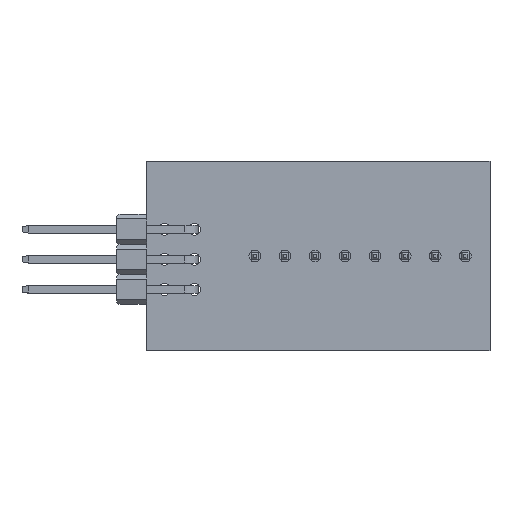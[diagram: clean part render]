
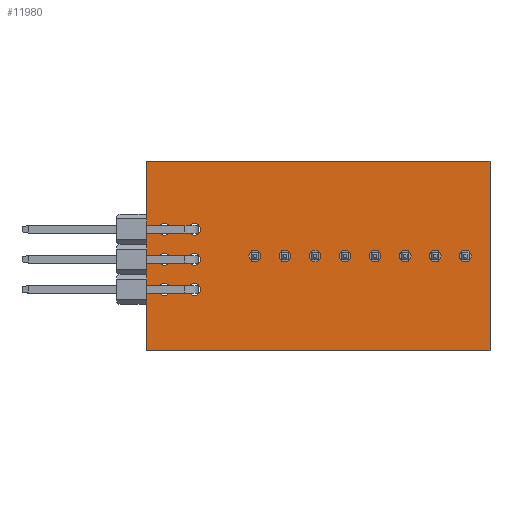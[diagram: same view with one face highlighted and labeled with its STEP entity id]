
A CAD part, top view. The second image highlights one B-rep face of the part: STEP entity #11980.
In plain terms, the highlighted planar face has unit normal (0, 0, 1).
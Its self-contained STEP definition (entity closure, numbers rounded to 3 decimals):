
#11714 = VERTEX_POINT('',#11715);
#11715 = CARTESIAN_POINT('',(210.75,-148.75,1.51));
#11721 = EDGE_CURVE('',#11714,#11722,#11724,.T.);
#11722 = VERTEX_POINT('',#11723);
#11723 = CARTESIAN_POINT('',(181.75,-148.75,1.51));
#11724 = LINE('',#11725,#11726);
#11725 = CARTESIAN_POINT('',(210.75,-148.75,1.51));
#11726 = VECTOR('',#11727,1.);
#11727 = DIRECTION('',(-1.,0.,0.));
#11754 = VERTEX_POINT('',#11755);
#11755 = CARTESIAN_POINT('',(210.75,-132.75,1.51));
#11761 = EDGE_CURVE('',#11754,#11714,#11762,.T.);
#11762 = LINE('',#11763,#11764);
#11763 = CARTESIAN_POINT('',(210.75,-132.75,1.51));
#11764 = VECTOR('',#11765,1.);
#11765 = DIRECTION('',(0.,-1.,0.));
#11783 = EDGE_CURVE('',#11722,#11784,#11786,.T.);
#11784 = VERTEX_POINT('',#11785);
#11785 = CARTESIAN_POINT('',(181.75,-132.75,1.51));
#11786 = LINE('',#11787,#11788);
#11787 = CARTESIAN_POINT('',(181.75,-148.75,1.51));
#11788 = VECTOR('',#11789,1.);
#11789 = DIRECTION('',(0.,1.,0.));
#11980 = ADVANCED_FACE('',(#11981,#11992,#12003,#12014,#12025,#12036,
    #12047,#12058,#12069,#12080,#12091,#12102,#12113,#12124,#12135),
  #12146,.T.);
#11981 = FACE_BOUND('',#11982,.T.);
#11982 = EDGE_LOOP('',(#11983,#11984,#11985,#11991));
#11983 = ORIENTED_EDGE('',*,*,#11721,.F.);
#11984 = ORIENTED_EDGE('',*,*,#11761,.F.);
#11985 = ORIENTED_EDGE('',*,*,#11986,.F.);
#11986 = EDGE_CURVE('',#11784,#11754,#11987,.T.);
#11987 = LINE('',#11988,#11989);
#11988 = CARTESIAN_POINT('',(181.75,-132.75,1.51));
#11989 = VECTOR('',#11990,1.);
#11990 = DIRECTION('',(1.,0.,0.));
#11991 = ORIENTED_EDGE('',*,*,#11783,.F.);
#11992 = FACE_BOUND('',#11993,.T.);
#11993 = EDGE_LOOP('',(#11994));
#11994 = ORIENTED_EDGE('',*,*,#11995,.T.);
#11995 = EDGE_CURVE('',#11996,#11996,#11998,.T.);
#11996 = VERTEX_POINT('',#11997);
#11997 = CARTESIAN_POINT('',(183.225,-144.08,1.51));
#11998 = CIRCLE('',#11999,0.5);
#11999 = AXIS2_PLACEMENT_3D('',#12000,#12001,#12002);
#12000 = CARTESIAN_POINT('',(183.225,-143.58,1.51));
#12001 = DIRECTION('',(-0.,0.,-1.));
#12002 = DIRECTION('',(-0.,-1.,0.));
#12003 = FACE_BOUND('',#12004,.T.);
#12004 = EDGE_LOOP('',(#12005));
#12005 = ORIENTED_EDGE('',*,*,#12006,.T.);
#12006 = EDGE_CURVE('',#12007,#12007,#12009,.T.);
#12007 = VERTEX_POINT('',#12008);
#12008 = CARTESIAN_POINT('',(185.765,-144.08,1.51));
#12009 = CIRCLE('',#12010,0.5);
#12010 = AXIS2_PLACEMENT_3D('',#12011,#12012,#12013);
#12011 = CARTESIAN_POINT('',(185.765,-143.58,1.51));
#12012 = DIRECTION('',(-0.,0.,-1.));
#12013 = DIRECTION('',(-0.,-1.,0.));
#12014 = FACE_BOUND('',#12015,.T.);
#12015 = EDGE_LOOP('',(#12016));
#12016 = ORIENTED_EDGE('',*,*,#12017,.T.);
#12017 = EDGE_CURVE('',#12018,#12018,#12020,.T.);
#12018 = VERTEX_POINT('',#12019);
#12019 = CARTESIAN_POINT('',(183.225,-141.54,1.51));
#12020 = CIRCLE('',#12021,0.5);
#12021 = AXIS2_PLACEMENT_3D('',#12022,#12023,#12024);
#12022 = CARTESIAN_POINT('',(183.225,-141.04,1.51));
#12023 = DIRECTION('',(-0.,0.,-1.));
#12024 = DIRECTION('',(-0.,-1.,0.));
#12025 = FACE_BOUND('',#12026,.T.);
#12026 = EDGE_LOOP('',(#12027));
#12027 = ORIENTED_EDGE('',*,*,#12028,.T.);
#12028 = EDGE_CURVE('',#12029,#12029,#12031,.T.);
#12029 = VERTEX_POINT('',#12030);
#12030 = CARTESIAN_POINT('',(185.765,-141.54,1.51));
#12031 = CIRCLE('',#12032,0.5);
#12032 = AXIS2_PLACEMENT_3D('',#12033,#12034,#12035);
#12033 = CARTESIAN_POINT('',(185.765,-141.04,1.51));
#12034 = DIRECTION('',(-0.,0.,-1.));
#12035 = DIRECTION('',(-0.,-1.,0.));
#12036 = FACE_BOUND('',#12037,.T.);
#12037 = EDGE_LOOP('',(#12038));
#12038 = ORIENTED_EDGE('',*,*,#12039,.T.);
#12039 = EDGE_CURVE('',#12040,#12040,#12042,.T.);
#12040 = VERTEX_POINT('',#12041);
#12041 = CARTESIAN_POINT('',(190.875,-141.25,1.51));
#12042 = CIRCLE('',#12043,0.5);
#12043 = AXIS2_PLACEMENT_3D('',#12044,#12045,#12046);
#12044 = CARTESIAN_POINT('',(190.875,-140.75,1.51));
#12045 = DIRECTION('',(-0.,0.,-1.));
#12046 = DIRECTION('',(-0.,-1.,0.));
#12047 = FACE_BOUND('',#12048,.T.);
#12048 = EDGE_LOOP('',(#12049));
#12049 = ORIENTED_EDGE('',*,*,#12050,.T.);
#12050 = EDGE_CURVE('',#12051,#12051,#12053,.T.);
#12051 = VERTEX_POINT('',#12052);
#12052 = CARTESIAN_POINT('',(193.415,-141.25,1.51));
#12053 = CIRCLE('',#12054,0.5);
#12054 = AXIS2_PLACEMENT_3D('',#12055,#12056,#12057);
#12055 = CARTESIAN_POINT('',(193.415,-140.75,1.51));
#12056 = DIRECTION('',(-0.,0.,-1.));
#12057 = DIRECTION('',(-0.,-1.,0.));
#12058 = FACE_BOUND('',#12059,.T.);
#12059 = EDGE_LOOP('',(#12060));
#12060 = ORIENTED_EDGE('',*,*,#12061,.T.);
#12061 = EDGE_CURVE('',#12062,#12062,#12064,.T.);
#12062 = VERTEX_POINT('',#12063);
#12063 = CARTESIAN_POINT('',(183.225,-139.,1.51));
#12064 = CIRCLE('',#12065,0.5);
#12065 = AXIS2_PLACEMENT_3D('',#12066,#12067,#12068);
#12066 = CARTESIAN_POINT('',(183.225,-138.5,1.51));
#12067 = DIRECTION('',(-0.,0.,-1.));
#12068 = DIRECTION('',(-0.,-1.,0.));
#12069 = FACE_BOUND('',#12070,.T.);
#12070 = EDGE_LOOP('',(#12071));
#12071 = ORIENTED_EDGE('',*,*,#12072,.T.);
#12072 = EDGE_CURVE('',#12073,#12073,#12075,.T.);
#12073 = VERTEX_POINT('',#12074);
#12074 = CARTESIAN_POINT('',(185.765,-139.,1.51));
#12075 = CIRCLE('',#12076,0.5);
#12076 = AXIS2_PLACEMENT_3D('',#12077,#12078,#12079);
#12077 = CARTESIAN_POINT('',(185.765,-138.5,1.51));
#12078 = DIRECTION('',(-0.,0.,-1.));
#12079 = DIRECTION('',(-0.,-1.,0.));
#12080 = FACE_BOUND('',#12081,.T.);
#12081 = EDGE_LOOP('',(#12082));
#12082 = ORIENTED_EDGE('',*,*,#12083,.T.);
#12083 = EDGE_CURVE('',#12084,#12084,#12086,.T.);
#12084 = VERTEX_POINT('',#12085);
#12085 = CARTESIAN_POINT('',(195.955,-141.25,1.51));
#12086 = CIRCLE('',#12087,0.5);
#12087 = AXIS2_PLACEMENT_3D('',#12088,#12089,#12090);
#12088 = CARTESIAN_POINT('',(195.955,-140.75,1.51));
#12089 = DIRECTION('',(-0.,0.,-1.));
#12090 = DIRECTION('',(-0.,-1.,0.));
#12091 = FACE_BOUND('',#12092,.T.);
#12092 = EDGE_LOOP('',(#12093));
#12093 = ORIENTED_EDGE('',*,*,#12094,.T.);
#12094 = EDGE_CURVE('',#12095,#12095,#12097,.T.);
#12095 = VERTEX_POINT('',#12096);
#12096 = CARTESIAN_POINT('',(198.495,-141.25,1.51));
#12097 = CIRCLE('',#12098,0.5);
#12098 = AXIS2_PLACEMENT_3D('',#12099,#12100,#12101);
#12099 = CARTESIAN_POINT('',(198.495,-140.75,1.51));
#12100 = DIRECTION('',(-0.,0.,-1.));
#12101 = DIRECTION('',(-0.,-1.,0.));
#12102 = FACE_BOUND('',#12103,.T.);
#12103 = EDGE_LOOP('',(#12104));
#12104 = ORIENTED_EDGE('',*,*,#12105,.T.);
#12105 = EDGE_CURVE('',#12106,#12106,#12108,.T.);
#12106 = VERTEX_POINT('',#12107);
#12107 = CARTESIAN_POINT('',(201.035,-141.25,1.51));
#12108 = CIRCLE('',#12109,0.5);
#12109 = AXIS2_PLACEMENT_3D('',#12110,#12111,#12112);
#12110 = CARTESIAN_POINT('',(201.035,-140.75,1.51));
#12111 = DIRECTION('',(-0.,0.,-1.));
#12112 = DIRECTION('',(-0.,-1.,0.));
#12113 = FACE_BOUND('',#12114,.T.);
#12114 = EDGE_LOOP('',(#12115));
#12115 = ORIENTED_EDGE('',*,*,#12116,.T.);
#12116 = EDGE_CURVE('',#12117,#12117,#12119,.T.);
#12117 = VERTEX_POINT('',#12118);
#12118 = CARTESIAN_POINT('',(203.575,-141.25,1.51));
#12119 = CIRCLE('',#12120,0.5);
#12120 = AXIS2_PLACEMENT_3D('',#12121,#12122,#12123);
#12121 = CARTESIAN_POINT('',(203.575,-140.75,1.51));
#12122 = DIRECTION('',(-0.,0.,-1.));
#12123 = DIRECTION('',(-0.,-1.,0.));
#12124 = FACE_BOUND('',#12125,.T.);
#12125 = EDGE_LOOP('',(#12126));
#12126 = ORIENTED_EDGE('',*,*,#12127,.T.);
#12127 = EDGE_CURVE('',#12128,#12128,#12130,.T.);
#12128 = VERTEX_POINT('',#12129);
#12129 = CARTESIAN_POINT('',(206.115,-141.25,1.51));
#12130 = CIRCLE('',#12131,0.5);
#12131 = AXIS2_PLACEMENT_3D('',#12132,#12133,#12134);
#12132 = CARTESIAN_POINT('',(206.115,-140.75,1.51));
#12133 = DIRECTION('',(-0.,0.,-1.));
#12134 = DIRECTION('',(-0.,-1.,0.));
#12135 = FACE_BOUND('',#12136,.T.);
#12136 = EDGE_LOOP('',(#12137));
#12137 = ORIENTED_EDGE('',*,*,#12138,.T.);
#12138 = EDGE_CURVE('',#12139,#12139,#12141,.T.);
#12139 = VERTEX_POINT('',#12140);
#12140 = CARTESIAN_POINT('',(208.655,-141.25,1.51));
#12141 = CIRCLE('',#12142,0.5);
#12142 = AXIS2_PLACEMENT_3D('',#12143,#12144,#12145);
#12143 = CARTESIAN_POINT('',(208.655,-140.75,1.51));
#12144 = DIRECTION('',(-0.,0.,-1.));
#12145 = DIRECTION('',(-0.,-1.,0.));
#12146 = PLANE('',#12147);
#12147 = AXIS2_PLACEMENT_3D('',#12148,#12149,#12150);
#12148 = CARTESIAN_POINT('',(0.,0.,1.51));
#12149 = DIRECTION('',(0.,0.,1.));
#12150 = DIRECTION('',(1.,0.,-0.));
